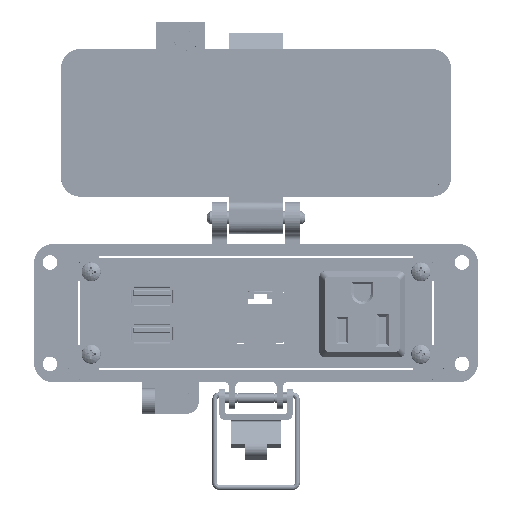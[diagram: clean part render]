
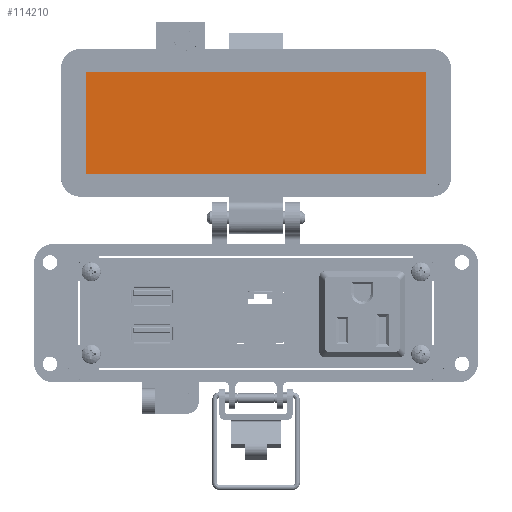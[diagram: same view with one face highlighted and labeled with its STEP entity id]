
A CAD part, top view. The second image highlights one B-rep face of the part: STEP entity #114210.
In plain terms, the highlighted planar face has unit normal (0, 0, 1).
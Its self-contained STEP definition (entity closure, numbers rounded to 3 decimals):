
#719 = DIRECTION ( 'NONE',  ( -1., 0., 0. ) ) ;
#7100 = DIRECTION ( 'NONE',  ( 0., 0., 1. ) ) ;
#10867 = VERTEX_POINT ( 'NONE', #34687 ) ;
#15998 = CARTESIAN_POINT ( 'NONE',  ( 53.75, 83.154, -25.55 ) ) ;
#16655 = CARTESIAN_POINT ( 'NONE',  ( -8.5, 83.154, -25.55 ) ) ;
#24404 = CARTESIAN_POINT ( 'NONE',  ( -53.75, 51.154, -25.55 ) ) ;
#27023 = FACE_OUTER_BOUND ( 'NONE', #51130, .T. ) ;
#30683 = ORIENTED_EDGE ( 'NONE', *, *, #89339, .F. ) ;
#32004 = CARTESIAN_POINT ( 'NONE',  ( -53.75, 67.154, -25.55 ) ) ;
#34378 = CARTESIAN_POINT ( 'NONE',  ( 53.75, 67.154, -25.55 ) ) ;
#34687 = CARTESIAN_POINT ( 'NONE',  ( 53.75, 51.154, -25.55 ) ) ;
#34843 = CARTESIAN_POINT ( 'NONE',  ( -53.75, 83.154, -25.55 ) ) ;
#38885 = LINE ( 'NONE', #55963, #110115 ) ;
#40342 = ORIENTED_EDGE ( 'NONE', *, *, #77232, .F. ) ;
#43160 = EDGE_CURVE ( 'NONE', #98596, #78509, #70124, .T. ) ;
#51130 = EDGE_LOOP ( 'NONE', ( #103803, #85544, #40342, #30683 ) ) ;
#54282 = EDGE_CURVE ( 'NONE', #78509, #68269, #57770, .T. ) ;
#55963 = CARTESIAN_POINT ( 'NONE',  ( 42., 51.154, -25.55 ) ) ;
#57770 = LINE ( 'NONE', #16655, #107250 ) ;
#62711 = CARTESIAN_POINT ( 'NONE',  ( -8.5, 67.154, -25.55 ) ) ;
#66363 = AXIS2_PLACEMENT_3D ( 'NONE', #62711, #7100, #72054 ) ;
#68043 = LINE ( 'NONE', #34378, #89891 ) ;
#68269 = VERTEX_POINT ( 'NONE', #15998 ) ;
#70124 = LINE ( 'NONE', #32004, #94942 ) ;
#71290 = DIRECTION ( 'NONE',  ( 0., -1., 0. ) ) ;
#71655 = PLANE ( 'NONE',  #66363 ) ;
#72054 = DIRECTION ( 'NONE',  ( 0., -1., 0. ) ) ;
#77232 = EDGE_CURVE ( 'NONE', #10867, #98596, #38885, .T. ) ;
#78509 = VERTEX_POINT ( 'NONE', #34843 ) ;
#81565 = DIRECTION ( 'NONE',  ( 1., 0., 0. ) ) ;
#85544 = ORIENTED_EDGE ( 'NONE', *, *, #43160, .F. ) ;
#87648 = DIRECTION ( 'NONE',  ( 0., 1., 0. ) ) ;
#89339 = EDGE_CURVE ( 'NONE', #68269, #10867, #68043, .T. ) ;
#89891 = VECTOR ( 'NONE', #71290, 1000. ) ;
#94942 = VECTOR ( 'NONE', #87648, 1000. ) ;
#98596 = VERTEX_POINT ( 'NONE', #24404 ) ;
#103803 = ORIENTED_EDGE ( 'NONE', *, *, #54282, .F. ) ;
#107250 = VECTOR ( 'NONE', #81565, 1000. ) ;
#110115 = VECTOR ( 'NONE', #719, 1000. ) ;
#114210 = ADVANCED_FACE ( 'NONE', ( #27023 ), #71655, .T. ) ;
